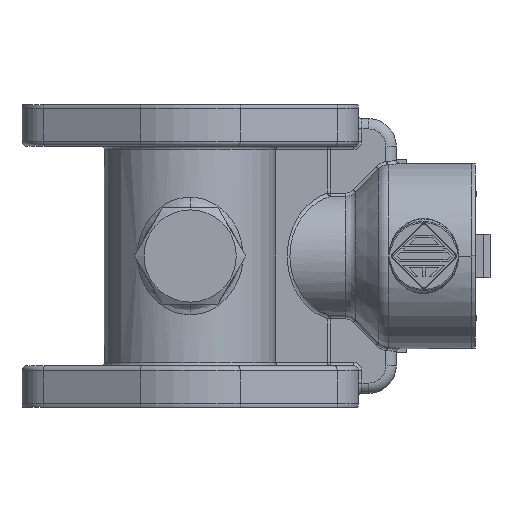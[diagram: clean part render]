
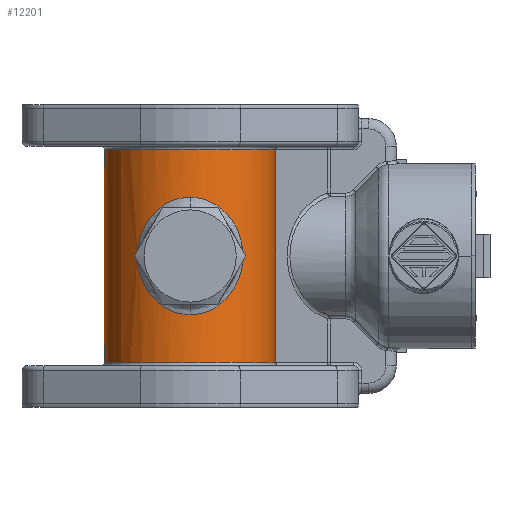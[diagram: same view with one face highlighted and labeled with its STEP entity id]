
A CAD part, front view. The second image highlights one B-rep face of the part: STEP entity #12201.
In plain terms, the highlighted cylindrical face has radius 12.5 mm (diameter 25 mm), a partial arc.
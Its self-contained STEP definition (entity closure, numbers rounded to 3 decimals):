
#1350=CARTESIAN_POINT('',(-20.345,-24.983,
7.802));
#3165=CARTESIAN_POINT('',(-10.,-32.,-15.5));
#3166=DIRECTION('',(0.,0.,-1.));
#3167=DIRECTION('',(0.961,0.276,0.));
#3168=AXIS2_PLACEMENT_3D('',#3165,#3166,#3167);
#3181=DIRECTION('',(0.,0.,1.));
#3182=VECTOR('',#3181,7.698);
#3183=CARTESIAN_POINT('',(-20.345,-24.983,-15.5));
#3184=LINE('',#3183,#3182);
#3188=CARTESIAN_POINT('',(-20.345,-24.983,
-7.802));
#3189=CARTESIAN_POINT('',(-20.604,-25.366,
-7.816));
#3190=CARTESIAN_POINT('',(-20.842,-25.762,
-7.83));
#3191=CARTESIAN_POINT('',(-21.058,-26.171,
-7.845));
#3196=CARTESIAN_POINT('',(-21.058,-26.171,
-7.845));
#3197=CARTESIAN_POINT('',(-21.244,-26.524,
-7.855));
#3198=CARTESIAN_POINT('',(-21.606,-27.293,
-7.812));
#3199=CARTESIAN_POINT('',(-22.072,-28.643,
-7.552));
#3200=CARTESIAN_POINT('',(-22.406,-30.189,
-7.125));
#3201=CARTESIAN_POINT('',(-22.5,-31.375,
-6.761));
#3202=CARTESIAN_POINT('',(-22.5,-32.,
-6.556));
#3207=CARTESIAN_POINT('',(-22.5,-32.,6.556));
#3208=CARTESIAN_POINT('',(-22.5,-31.375,6.761));
#3209=CARTESIAN_POINT('',(-22.406,-30.189,
7.125));
#3210=CARTESIAN_POINT('',(-22.072,-28.643,
7.552));
#3211=CARTESIAN_POINT('',(-21.606,-27.292,
7.812));
#3212=CARTESIAN_POINT('',(-21.244,-26.524,
7.855));
#3213=CARTESIAN_POINT('',(-21.058,-26.171,
7.845));
#3218=CARTESIAN_POINT('',(-21.058,-26.171,
7.845));
#3219=CARTESIAN_POINT('',(-20.842,-25.762,
7.83));
#3220=CARTESIAN_POINT('',(-20.604,-25.366,
7.816));
#3221=CARTESIAN_POINT('',(-20.345,-24.983,
7.802));
#3226=DIRECTION('',(0.,0.,1.));
#3227=VECTOR('',#3226,7.698);
#3228=CARTESIAN_POINT('',(-20.345,-24.983,
7.802));
#3229=LINE('',#3228,#3227);
#3233=CARTESIAN_POINT('',(-10.,-44.5,
8.553));
#3234=CARTESIAN_POINT('',(-10.416,-44.5,
8.555));
#3235=CARTESIAN_POINT('',(-11.258,-44.459,
8.477));
#3236=CARTESIAN_POINT('',(-12.545,-44.261,
8.116));
#3237=CARTESIAN_POINT('',(-13.812,-43.929,
7.481));
#3238=CARTESIAN_POINT('',(-15.029,-43.467,
6.537));
#3239=CARTESIAN_POINT('',(-16.108,-42.925,
5.282));
#3240=CARTESIAN_POINT('',(-16.933,-42.411,
3.809));
#3241=CARTESIAN_POINT('',(-17.452,-42.039,
2.271));
#3242=CARTESIAN_POINT('',(-17.692,-41.853,
0.751));
#3243=CARTESIAN_POINT('',(-17.692,-41.853,
-0.753));
#3244=CARTESIAN_POINT('',(-17.451,-42.04,
-2.273));
#3245=CARTESIAN_POINT('',(-16.932,-42.412,
-3.811));
#3246=CARTESIAN_POINT('',(-16.107,-42.925,
-5.284));
#3247=CARTESIAN_POINT('',(-15.028,-43.468,
-6.539));
#3248=CARTESIAN_POINT('',(-13.811,-43.929,
-7.482));
#3249=CARTESIAN_POINT('',(-12.543,-44.262,
-8.117));
#3250=CARTESIAN_POINT('',(-11.256,-44.459,
-8.477));
#3251=CARTESIAN_POINT('',(-10.416,-44.5,
-8.555));
#3252=CARTESIAN_POINT('',(-10.,-44.5,
-8.553));
#3257=CARTESIAN_POINT('',(-10.,-44.5,
-8.553));
#3258=CARTESIAN_POINT('',(-9.584,-44.5,
-8.555));
#3259=CARTESIAN_POINT('',(-8.742,-44.459,
-8.477));
#3260=CARTESIAN_POINT('',(-7.455,-44.261,
-8.116));
#3261=CARTESIAN_POINT('',(-6.188,-43.929,
-7.481));
#3262=CARTESIAN_POINT('',(-4.971,-43.467,
-6.537));
#3263=CARTESIAN_POINT('',(-3.892,-42.925,
-5.282));
#3264=CARTESIAN_POINT('',(-3.067,-42.411,
-3.809));
#3265=CARTESIAN_POINT('',(-2.548,-42.039,
-2.271));
#3266=CARTESIAN_POINT('',(-2.308,-41.853,
-0.751));
#3267=CARTESIAN_POINT('',(-2.308,-41.853,
0.753));
#3268=CARTESIAN_POINT('',(-2.549,-42.04,
2.273));
#3269=CARTESIAN_POINT('',(-3.068,-42.412,3.811));
#3270=CARTESIAN_POINT('',(-3.893,-42.925,
5.284));
#3271=CARTESIAN_POINT('',(-4.972,-43.468,
6.539));
#3272=CARTESIAN_POINT('',(-6.189,-43.929,
7.482));
#3273=CARTESIAN_POINT('',(-7.457,-44.262,
8.117));
#3274=CARTESIAN_POINT('',(-8.744,-44.459,
8.477));
#3275=CARTESIAN_POINT('',(-9.584,-44.5,
8.555));
#3276=CARTESIAN_POINT('',(-10.,-44.5,
8.553));
#3281=CARTESIAN_POINT('',(-10.,-32.,15.5));
#3282=DIRECTION('',(0.,0.,1.));
#3283=DIRECTION('',(-0.828,0.561,0.));
#3284=AXIS2_PLACEMENT_3D('',#3281,#3282,#3283);
#3328=DIRECTION('',(0.,0.,-1.));
#3329=VECTOR('',#3328,31.);
#3330=CARTESIAN_POINT('',(2.015,-28.553,15.5));
#3331=LINE('',#3330,#3329);
#3597=DIRECTION('',(0.,0.,1.));
#3598=VECTOR('',#3597,13.111);
#3599=CARTESIAN_POINT('',(-22.5,-32.,
-6.556));
#3600=LINE('',#3599,#3598);
#3704=CARTESIAN_POINT('',(-10.,-44.5,
-8.553));
#3717=CARTESIAN_POINT('',(-10.,-44.5,
8.553));
#7241=CARTESIAN_POINT('',(-20.345,-24.983,-15.5));
#7242=VERTEX_POINT('',#7241);
#7245=CARTESIAN_POINT('',(-20.345,-24.983,15.5));
#7246=VERTEX_POINT('',#7245);
#7247=VERTEX_POINT('',#1350);
#7248=CARTESIAN_POINT('',(-20.345,-24.983,
-7.802));
#7249=VERTEX_POINT('',#7248);
#7558=CARTESIAN_POINT('',(2.015,-28.553,-15.5));
#7559=VERTEX_POINT('',#7558);
#7560=CARTESIAN_POINT('',(2.015,-28.553,15.5));
#7561=VERTEX_POINT('',#7560);
#7562=VERTEX_POINT('',#3191);
#7563=VERTEX_POINT('',#3202);
#7564=CARTESIAN_POINT('',(-22.5,-32.,6.556));
#7565=VERTEX_POINT('',#7564);
#7566=VERTEX_POINT('',#3213);
#7567=VERTEX_POINT('',#3704);
#7570=VERTEX_POINT('',#3717);
#12172=CARTESIAN_POINT('',(-10.,-32.,-16.12));
#12173=DIRECTION('',(0.,0.,1.));
#12174=DIRECTION('',(1.,0.,0.));
#12175=AXIS2_PLACEMENT_3D('',#12172,#12173,#12174);
#12176=CYLINDRICAL_SURFACE('',#12175,12.5);
#12178=ORIENTED_EDGE('',*,*,#12177,.T.);
#12180=ORIENTED_EDGE('',*,*,#12179,.T.);
#12181=ORIENTED_EDGE('',*,*,#12156,.T.);
#12182=ORIENTED_EDGE('',*,*,#9521,.T.);
#12184=ORIENTED_EDGE('',*,*,#12183,.T.);
#12186=ORIENTED_EDGE('',*,*,#12185,.T.);
#12188=ORIENTED_EDGE('',*,*,#12187,.T.);
#12190=ORIENTED_EDGE('',*,*,#12189,.T.);
#12191=ORIENTED_EDGE('',*,*,#9693,.T.);
#12192=ORIENTED_EDGE('',*,*,#9754,.T.);
#12193=EDGE_LOOP('',(#12178,#12180,#12181,#12182,#12184,#12186,#12188,#12190,
#12191,#12192));
#12194=FACE_OUTER_BOUND('',#12193,.F.);
#12196=ORIENTED_EDGE('',*,*,#12195,.T.);
#12198=ORIENTED_EDGE('',*,*,#12197,.T.);
#12199=EDGE_LOOP('',(#12196,#12198));
#12200=FACE_BOUND('',#12199,.F.);
#12201=ADVANCED_FACE('',(#12194,#12200),#12176,.T.);
#3169=CIRCLE('',#3168,12.5);
#3192=B_SPLINE_CURVE_WITH_KNOTS('',3,(#3188,#3189,#3190,#3191),.UNSPECIFIED.,
.F.,.F.,(4,4),(0.,1.),.UNSPECIFIED.);
#3203=B_SPLINE_CURVE_WITH_KNOTS('',3,(#3196,#3197,#3198,#3199,#3200,#3201,
#3202),.UNSPECIFIED.,.F.,.F.,(4,1,1,1,4),(0.,0.25,0.5,0.75,1.),
.UNSPECIFIED.);
#3214=B_SPLINE_CURVE_WITH_KNOTS('',3,(#3207,#3208,#3209,#3210,#3211,#3212,
#3213),.UNSPECIFIED.,.F.,.F.,(4,1,1,1,4),(0.,0.25,0.5,0.75,1.),
.UNSPECIFIED.);
#3222=B_SPLINE_CURVE_WITH_KNOTS('',3,(#3218,#3219,#3220,#3221),.UNSPECIFIED.,
.F.,.F.,(4,4),(0.,1.),.UNSPECIFIED.);
#3253=B_SPLINE_CURVE_WITH_KNOTS('',3,(#3233,#3234,#3235,#3236,#3237,#3238,#3239,
#3240,#3241,#3242,#3243,#3244,#3245,#3246,#3247,#3248,#3249,#3250,#3251,#3252),
.UNSPECIFIED.,.F.,.F.,(4,1,1,1,1,1,1,1,1,1,1,1,1,1,1,1,1,4),(0.,
0.059,0.118,0.176,0.235,
0.294,0.353,0.412,0.471,
0.529,0.588,0.647,0.706,
0.765,0.824,0.882,0.941,1.),
.UNSPECIFIED.);
#3277=B_SPLINE_CURVE_WITH_KNOTS('',3,(#3257,#3258,#3259,#3260,#3261,#3262,#3263,
#3264,#3265,#3266,#3267,#3268,#3269,#3270,#3271,#3272,#3273,#3274,#3275,#3276),
.UNSPECIFIED.,.F.,.F.,(4,1,1,1,1,1,1,1,1,1,1,1,1,1,1,1,1,4),(0.,
0.059,0.118,0.176,0.235,
0.294,0.353,0.412,0.471,
0.529,0.588,0.647,0.706,
0.765,0.824,0.882,0.941,1.),
.UNSPECIFIED.);
#3285=CIRCLE('',#3284,12.5);
#9521=EDGE_CURVE('',#7242,#7249,#3184,.T.);
#9693=EDGE_CURVE('',#7566,#7247,#3222,.T.);
#9754=EDGE_CURVE('',#7247,#7246,#3229,.T.);
#12156=EDGE_CURVE('',#7559,#7242,#3169,.T.);
#12177=EDGE_CURVE('',#7246,#7561,#3285,.T.);
#12179=EDGE_CURVE('',#7561,#7559,#3331,.T.);
#12183=EDGE_CURVE('',#7249,#7562,#3192,.T.);
#12185=EDGE_CURVE('',#7562,#7563,#3203,.T.);
#12187=EDGE_CURVE('',#7563,#7565,#3600,.T.);
#12189=EDGE_CURVE('',#7565,#7566,#3214,.T.);
#12195=EDGE_CURVE('',#7570,#7567,#3253,.T.);
#12197=EDGE_CURVE('',#7567,#7570,#3277,.T.);
